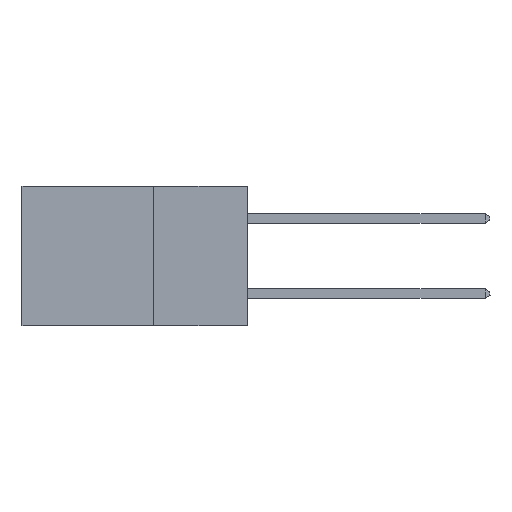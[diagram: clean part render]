
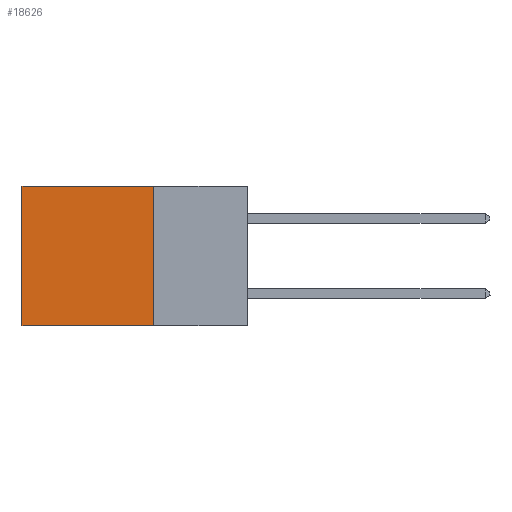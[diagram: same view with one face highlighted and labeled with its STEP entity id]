
A CAD part, left-side view. The second image highlights one B-rep face of the part: STEP entity #18626.
In plain terms, the highlighted planar face has unit normal (-1, 0, 0).
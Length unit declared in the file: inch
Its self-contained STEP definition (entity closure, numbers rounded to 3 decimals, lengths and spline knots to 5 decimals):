
#169 = VECTOR ( 'NONE', #19766, 39.37008 ) ;
#1009 = CARTESIAN_POINT ( 'NONE',  ( 0.298, 0.25, -0.37 ) ) ;
#1740 = CARTESIAN_POINT ( 'NONE',  ( 0.298, 0.6, -0.37 ) ) ;
#1769 = CARTESIAN_POINT ( 'NONE',  ( 0.298, 0.25, 0. ) ) ;
#1947 = DIRECTION ( 'NONE',  ( 0., 0., -1. ) ) ;
#2239 = CARTESIAN_POINT ( 'NONE',  ( 0.298, 0.25, -0.37 ) ) ;
#3783 = VECTOR ( 'NONE', #23254, 39.37008 ) ;
#8094 = CARTESIAN_POINT ( 'NONE',  ( 0.298, 0.25, 0. ) ) ;
#8575 = ORIENTED_EDGE ( 'NONE', *, *, #16464, .T. ) ;
#10014 = CARTESIAN_POINT ( 'NONE',  ( 0.298, 0.6, 0. ) ) ;
#10247 = ORIENTED_EDGE ( 'NONE', *, *, #27668, .F. ) ;
#10410 = LINE ( 'NONE', #8094, #3783 ) ;
#11223 = ORIENTED_EDGE ( 'NONE', *, *, #12332, .T. ) ;
#11423 = EDGE_CURVE ( 'NONE', #13431, #20244, #10410, .T. ) ;
#12332 = EDGE_CURVE ( 'NONE', #25652, #14758, #14100, .T. ) ;
#12735 = DIRECTION ( 'NONE',  ( 0., 1., 0. ) ) ;
#12869 = CARTESIAN_POINT ( 'NONE',  ( 0.298, 0.25, 0. ) ) ;
#13431 = VERTEX_POINT ( 'NONE', #12869 ) ;
#14100 = LINE ( 'NONE', #17788, #24727 ) ;
#14739 = EDGE_LOOP ( 'NONE', ( #11223, #10247, #16828, #8575 ) ) ;
#14758 = VERTEX_POINT ( 'NONE', #1740 ) ;
#15179 = DIRECTION ( 'NONE',  ( 1., 0., 0. ) ) ;
#16464 = EDGE_CURVE ( 'NONE', #13431, #25652, #24577, .T. ) ;
#16828 = ORIENTED_EDGE ( 'NONE', *, *, #11423, .F. ) ;
#17788 = CARTESIAN_POINT ( 'NONE',  ( 0.298, 0.6, 0. ) ) ;
#18405 = LINE ( 'NONE', #2239, #169 ) ;
#18626 = ADVANCED_FACE ( 'NONE', ( #24833 ), #23664, .F. ) ;
#19766 = DIRECTION ( 'NONE',  ( 0., 1., 0. ) ) ;
#19944 = DIRECTION ( 'NONE',  ( 0., 0., -1. ) ) ;
#20244 = VERTEX_POINT ( 'NONE', #1009 ) ;
#22722 = AXIS2_PLACEMENT_3D ( 'NONE', #27895, #15179, #1947 ) ;
#23254 = DIRECTION ( 'NONE',  ( 0., 0., -1. ) ) ;
#23664 = PLANE ( 'NONE',  #22722 ) ;
#23927 = VECTOR ( 'NONE', #12735, 39.37008 ) ;
#24577 = LINE ( 'NONE', #1769, #23927 ) ;
#24727 = VECTOR ( 'NONE', #19944, 39.37008 ) ;
#24833 = FACE_OUTER_BOUND ( 'NONE', #14739, .T. ) ;
#25652 = VERTEX_POINT ( 'NONE', #10014 ) ;
#27668 = EDGE_CURVE ( 'NONE', #20244, #14758, #18405, .T. ) ;
#27895 = CARTESIAN_POINT ( 'NONE',  ( 0.298, 0.25, 0. ) ) ;
